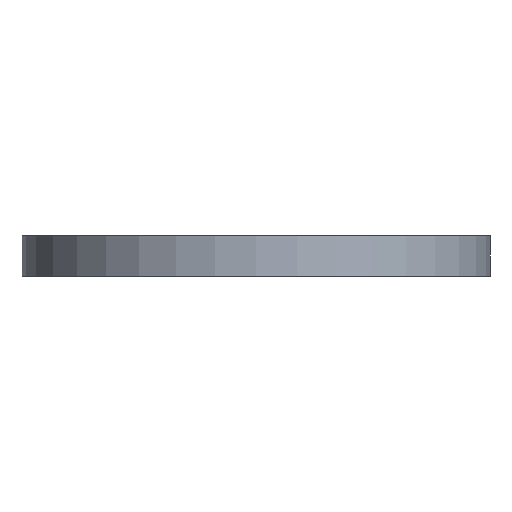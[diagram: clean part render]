
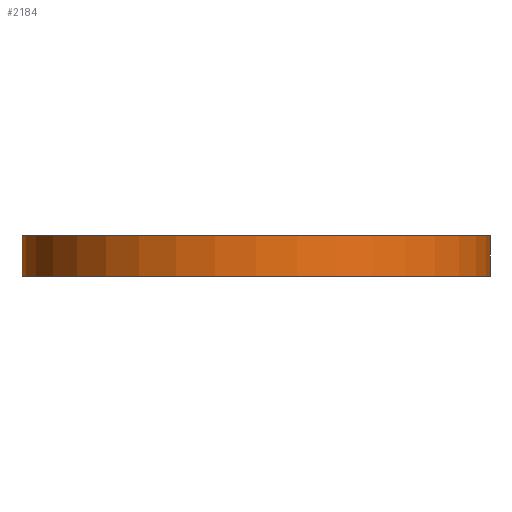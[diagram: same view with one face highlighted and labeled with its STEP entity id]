
A CAD part, left-side view. The second image highlights one B-rep face of the part: STEP entity #2184.
In plain terms, the highlighted cylindrical face has radius 35 mm (diameter 70 mm), a partial arc.
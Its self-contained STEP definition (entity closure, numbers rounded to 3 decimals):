
#211=FACE_OUTER_BOUND('',#339,.T.);
#339=EDGE_LOOP('',(#1862,#1863,#1864,#1865));
#507=LINE('',#3804,#655);
#521=LINE('',#3843,#669);
#655=VECTOR('',#3155,10.);
#669=VECTOR('',#3193,10.);
#834=CIRCLE('',#2481,35.);
#835=CIRCLE('',#2482,35.);
#1030=VERTEX_POINT('',#3800);
#1032=VERTEX_POINT('',#3803);
#1044=VERTEX_POINT('',#3839);
#1045=VERTEX_POINT('',#3841);
#1337=EDGE_CURVE('',#1030,#1032,#507,.T.);
#1357=EDGE_CURVE('',#1044,#1045,#521,.T.);
#1358=EDGE_CURVE('',#1030,#1044,#834,.T.);
#1359=EDGE_CURVE('',#1032,#1045,#835,.T.);
#1862=ORIENTED_EDGE('',*,*,#1358,.T.);
#1863=ORIENTED_EDGE('',*,*,#1357,.T.);
#1864=ORIENTED_EDGE('',*,*,#1359,.F.);
#1865=ORIENTED_EDGE('',*,*,#1337,.F.);
#2069=CYLINDRICAL_SURFACE('',#2480,35.);
#2184=ADVANCED_FACE('',(#211),#2069,.T.);
#2480=AXIS2_PLACEMENT_3D('',#3844,#3194,#3195);
#2481=AXIS2_PLACEMENT_3D('',#3845,#3196,#3197);
#2482=AXIS2_PLACEMENT_3D('',#3846,#3198,#3199);
#3155=DIRECTION('',(0.,0.,1.));
#3193=DIRECTION('',(0.,0.,1.));
#3194=DIRECTION('center_axis',(0.,0.,1.));
#3195=DIRECTION('ref_axis',(0.,1.,0.));
#3196=DIRECTION('center_axis',(0.,0.,1.));
#3197=DIRECTION('ref_axis',(0.,1.,0.));
#3198=DIRECTION('center_axis',(0.,0.,1.));
#3199=DIRECTION('ref_axis',(0.,1.,0.));
#3800=CARTESIAN_POINT('',(0.,35.,0.));
#3803=CARTESIAN_POINT('',(0.,35.,6.));
#3804=CARTESIAN_POINT('',(0.,35.,0.));
#3839=CARTESIAN_POINT('',(0.,-35.,0.));
#3841=CARTESIAN_POINT('',(0.,-35.,6.));
#3843=CARTESIAN_POINT('',(0.,-35.,0.));
#3844=CARTESIAN_POINT('Origin',(0.,0.,0.));
#3845=CARTESIAN_POINT('Origin',(0.,0.,0.));
#3846=CARTESIAN_POINT('Origin',(0.,0.,6.));
